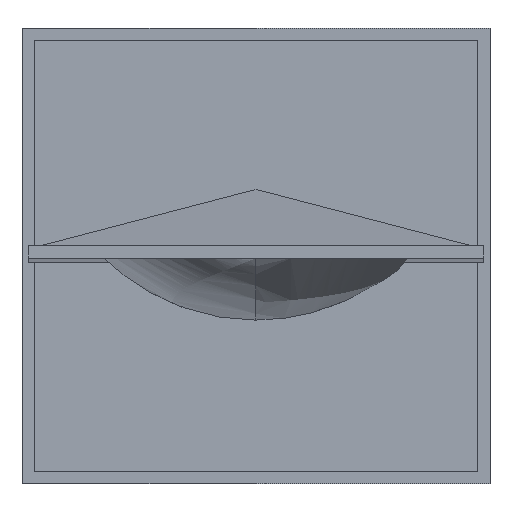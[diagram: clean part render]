
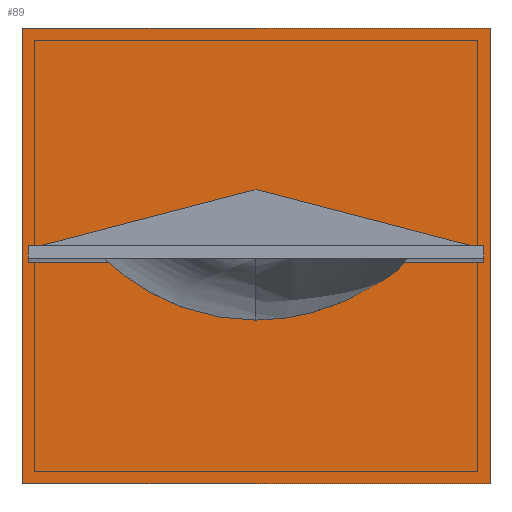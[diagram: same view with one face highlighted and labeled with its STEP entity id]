
A CAD part, top view. The second image highlights one B-rep face of the part: STEP entity #89.
In plain terms, the highlighted planar face has unit normal (0, 0, 1).
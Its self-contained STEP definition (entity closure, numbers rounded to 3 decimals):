
#28=PLANE($,#522);
#89=ADVANCED_FACE($,(#119),#28,.T.);
#119=FACE_OUTER_BOUND($,#149,.T.);
#149=EDGE_LOOP($,(#236,#237,#238,#239));
#236=ORIENTED_EDGE($,*,*,#321,.T.);
#237=ORIENTED_EDGE($,*,*,#318,.T.);
#238=ORIENTED_EDGE($,*,*,#320,.F.);
#239=ORIENTED_EDGE($,*,*,#315,.F.);
#315=EDGE_CURVE($,#363,#362,#405,.T.);
#318=EDGE_CURVE($,#366,#365,#408,.T.);
#320=EDGE_CURVE($,#362,#365,#410,.T.);
#321=EDGE_CURVE($,#363,#366,#411,.T.);
#362=VERTEX_POINT($,#1367);
#363=VERTEX_POINT($,#1368);
#365=VERTEX_POINT($,#1370);
#366=VERTEX_POINT($,#1371);
#405=B_SPLINE_CURVE_WITH_KNOTS($,1,(#1343,#1344),.UNSPECIFIED.,.F.,.F.,(2,
2),(386.,766.),.UNSPECIFIED.);
#408=B_SPLINE_CURVE_WITH_KNOTS($,1,(#1349,#1350),.UNSPECIFIED.,.F.,.F.,(2,
2),(386.,766.),.UNSPECIFIED.);
#410=B_SPLINE_CURVE_WITH_KNOTS($,1,(#1353,#1354),.UNSPECIFIED.,.F.,.F.,(2,
2),(0.,370.),.UNSPECIFIED.);
#411=B_SPLINE_CURVE_WITH_KNOTS($,1,(#1355,#1356),.UNSPECIFIED.,.F.,.F.,(2,
2),(0.,370.),.UNSPECIFIED.);
#522=AXIS2_PLACEMENT_3D($,#1362,#544,$);
#544=DIRECTION($,(0.,0.,1.));
#1343=CARTESIAN_POINT($,(193.828,-182.842,6.));
#1344=CARTESIAN_POINT($,(-186.172,-182.842,6.));
#1349=CARTESIAN_POINT($,(193.828,187.158,6.));
#1350=CARTESIAN_POINT($,(-186.172,187.158,6.));
#1353=CARTESIAN_POINT($,(-186.172,-182.842,6.));
#1354=CARTESIAN_POINT($,(-186.172,187.158,6.));
#1355=CARTESIAN_POINT($,(193.828,-182.842,6.));
#1356=CARTESIAN_POINT($,(193.828,187.158,6.));
#1362=CARTESIAN_POINT($,(-186.172,-182.842,6.));
#1367=CARTESIAN_POINT($,(-186.172,-182.842,6.));
#1368=CARTESIAN_POINT($,(193.828,-182.842,6.));
#1370=CARTESIAN_POINT($,(-186.172,187.158,6.));
#1371=CARTESIAN_POINT($,(193.828,187.158,6.));
